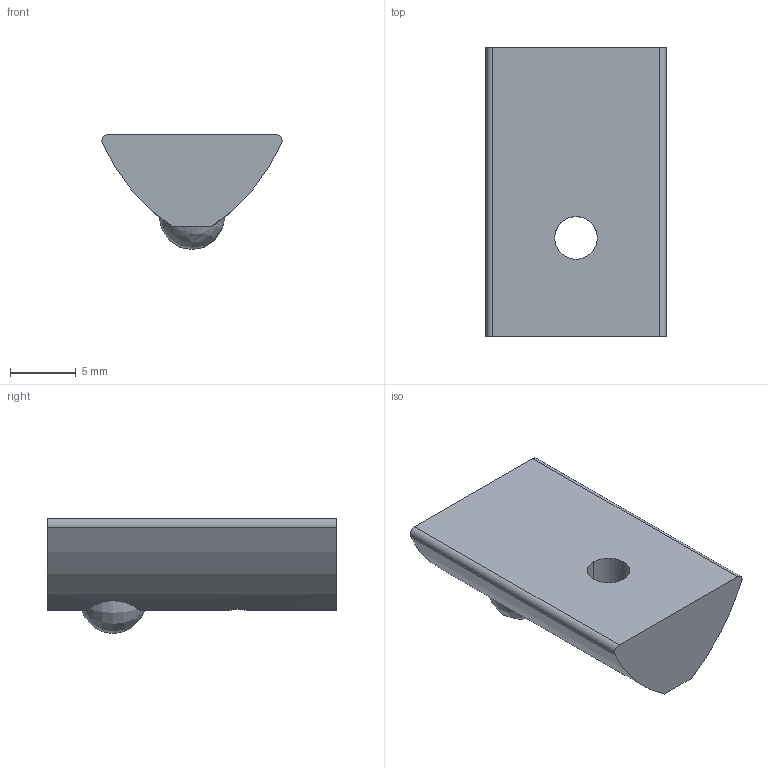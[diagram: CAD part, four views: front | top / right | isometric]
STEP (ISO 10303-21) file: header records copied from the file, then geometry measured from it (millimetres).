
FILE_DESCRIPTION (( 'STEP AP203' ), '1' );
FILE_NAME ('282200107.STEP', '2022-08-15T15:47:53', ( '' ), ( '' ), 'SwSTEP 2.0', 'SolidWorks 2014', '' );
FILE_SCHEMA (( 'CONFIG_CONTROL_DESIGN' ));
Length unit declared in the file: millimetre
Products named in the file (1): 282200107
Bounding box: 13.7 x 22 x 8.75 mm (x, y, z)
Volume: 1461.8 mm3; surface area: 972.9 mm2
Topology: 1 solids, 1 shells, 16 faces, 48 edges, 31 vertices
Faces by surface type: cylinder 8, plane 7, bspline 1
Entity records: 716 total; most frequent: CARTESIAN_POINT 205, DIRECTION 94, ORIENTED_EDGE 92, EDGE_CURVE 46, AXIS2_PLACEMENT_3D 38, VERTEX_POINT 31, CIRCLE 22, VECTOR 18
